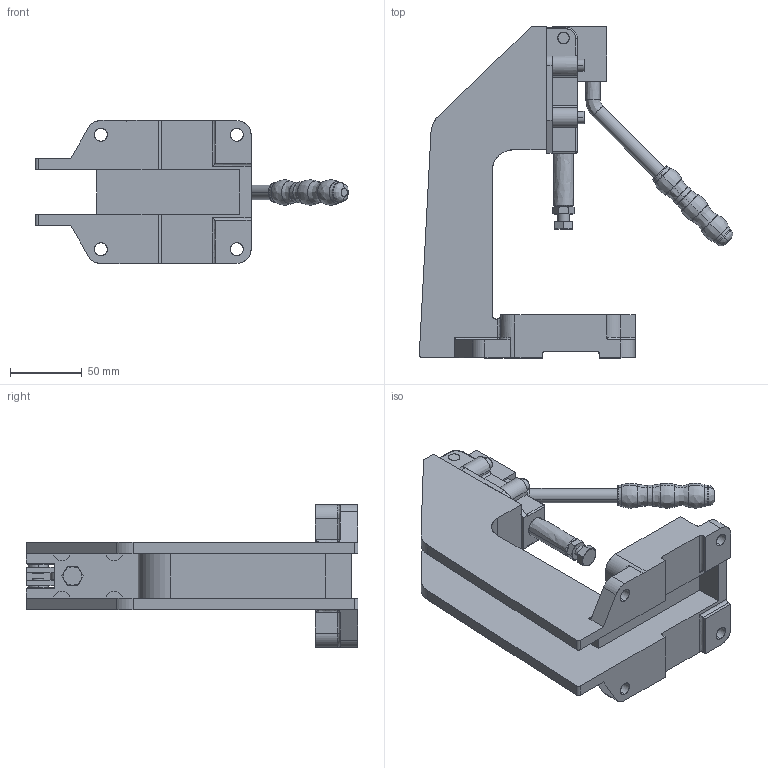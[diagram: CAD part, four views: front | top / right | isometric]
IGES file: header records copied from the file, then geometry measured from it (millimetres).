
Start section: SolidWorks IGES file using analytic representation for surfaces
Global section: file name: P600PR.IGS; native system: SolidWorks 2016; preprocessor: SolidWorks 2016; author: AndyW; date: 161124.085851; units: millimetre
Bounding box: 219.13 x 232 x 100 mm (x, y, z)
Surface area: 155003.4 mm2 (no closed solid volume)
Topology: 0 solids, 0 shells, 539 faces, 7458 edges, 7448 vertices
Faces by surface type: bspline 286, revolution 253
